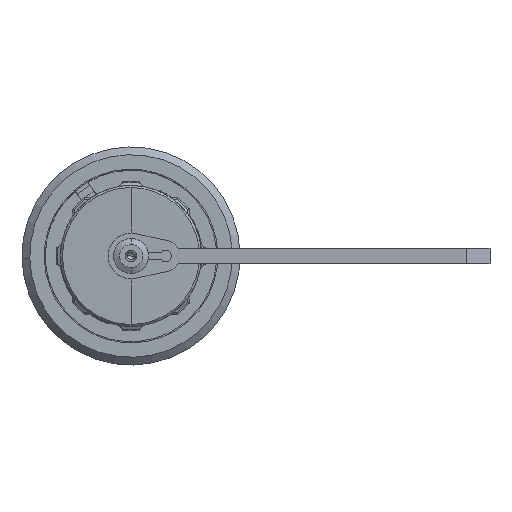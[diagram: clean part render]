
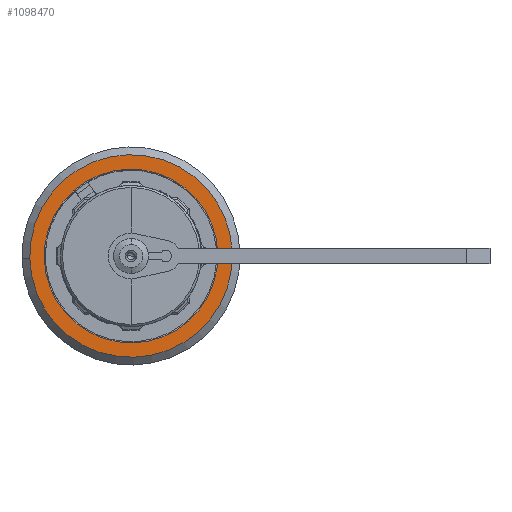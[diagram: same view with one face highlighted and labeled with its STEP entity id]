
A CAD part, front view. The second image highlights one B-rep face of the part: STEP entity #1098470.
In plain terms, the highlighted planar face has unit normal (0, -1, 0).
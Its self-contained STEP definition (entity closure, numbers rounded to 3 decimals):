
#1097990=CARTESIAN_POINT('',(0.153,45.18,
18.902));
#1098000=VERTEX_POINT('',#1097990);
#1098030=CARTESIAN_POINT('',(-12.842,45.18,
18.549));
#1098040=DIRECTION('',(0.,-1.,0.));
#1098050=DIRECTION('',(-1.,0.,-0.027));
#1098060=AXIS2_PLACEMENT_3D('',#1098030,#1098040,#1098050);
#1098070=CIRCLE('',#1098060,13.);
#1098080=CARTESIAN_POINT('',(-25.837,45.18,
18.196));
#1098090=VERTEX_POINT('',#1098080);
#1098100=EDGE_CURVE('',#1098000,#1098090,#1098070,.T.);
#1098220=CARTESIAN_POINT('',(-25.412,45.18,
18.207));
#1098230=DIRECTION('',(-0.,1.,0.));
#1098240=DIRECTION('',(1.,0.,0.027));
#1098250=AXIS2_PLACEMENT_3D('',#1098220,#1098230,#1098240);
#1098260=PLANE('',#1098250);
#1098270=CARTESIAN_POINT('',(-12.842,45.18,
18.549));
#1098280=DIRECTION('',(0.,-1.,0.));
#1098290=DIRECTION('',(-1.,0.,-0.027));
#1098300=AXIS2_PLACEMENT_3D('',#1098270,#1098280,#1098290);
#1098310=CIRCLE('',#1098300,11.15);
#1098320=CARTESIAN_POINT('',(-23.988,45.18,
18.246));
#1098330=VERTEX_POINT('',#1098320);
#1098340=CARTESIAN_POINT('',(-1.696,45.18,
18.851));
#1098350=VERTEX_POINT('',#1098340);
#1098360=EDGE_CURVE('',#1098330,#1098350,#1098310,.T.);
#1098370=ORIENTED_EDGE('',*,*,#1098360,.F.);
#1098380=EDGE_CURVE('',#1098350,#1098330,#1098310,.T.);
#1098390=ORIENTED_EDGE('',*,*,#1098380,.F.);
#1098400=EDGE_LOOP('',(#1098390,#1098370));
#1098410=FACE_BOUND('',#1098400,.T.);
#1098420=EDGE_CURVE('',#1098090,#1098000,#1098070,.T.);
#1098430=ORIENTED_EDGE('',*,*,#1098420,.T.);
#1098440=ORIENTED_EDGE('',*,*,#1098100,.T.);
#1098450=EDGE_LOOP('',(#1098440,#1098430));
#1098460=FACE_OUTER_BOUND('',#1098450,.T.);
#1098470=ADVANCED_FACE('',(#1098410,#1098460),#1098260,.F.);
